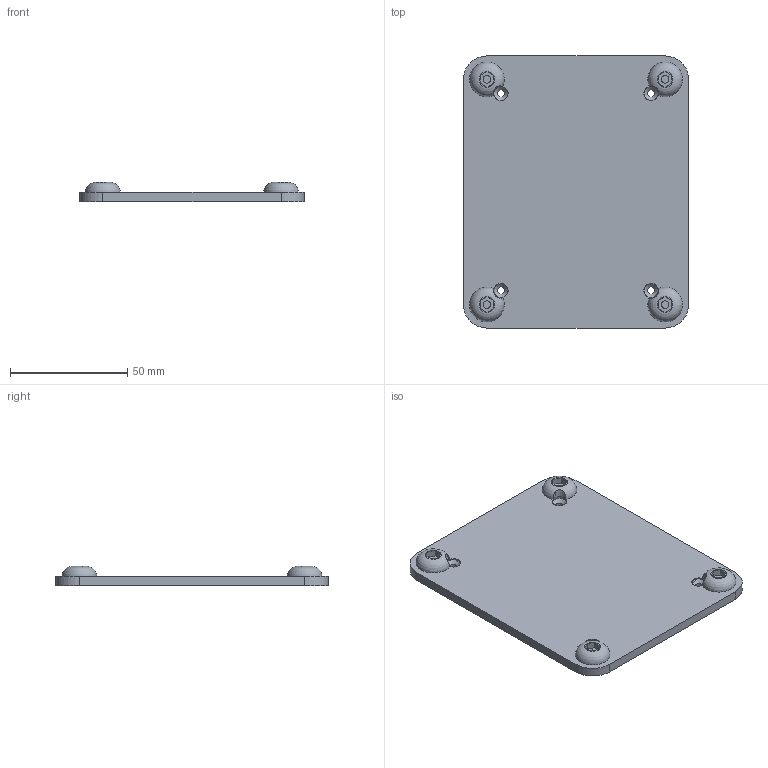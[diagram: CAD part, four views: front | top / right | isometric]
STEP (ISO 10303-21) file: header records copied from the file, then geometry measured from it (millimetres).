
FILE_DESCRIPTION(('FreeCAD Model'),'2;1');
FILE_NAME('Open CASCADE Shape Model','2025-09-25T22:08:54',(''),(''), 'Open CASCADE STEP processor 7.6','FreeCAD','Unknown');
FILE_SCHEMA(('AUTOMOTIVE_DESIGN { 1 0 10303 214 1 1 1 1 }'));
Length unit declared in the file: millimetre
Products named in the file (1): modules_receiver_resin_cllearance_100µm
Bounding box: 96 x 116 x 8.2 mm (x, y, z)
Volume: 25298.1 mm3; surface area: 31549.1 mm2
Topology: 1 solids, 1 shells, 328 faces, 798 edges, 534 vertices
Faces by surface type: plane 296, cylinder 16, cone 12, revolution 4
Full cylindrical faces by diameter (mm): 3.1 x4, 3.2 x4, 6.1 x4
Entity records: 10374 total; most frequent: CARTESIAN_POINT 2545, ORIENTED_EDGE 1596, DIRECTION 1510, EDGE_CURVE 798, LINE 708, VECTOR 708, VERTEX_POINT 534, AXIS2_PLACEMENT_3D 399
